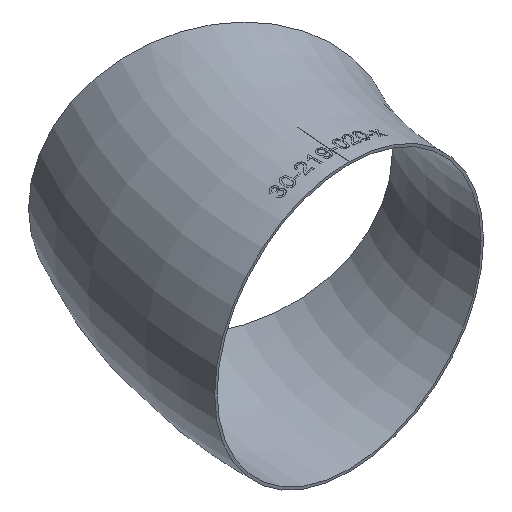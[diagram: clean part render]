
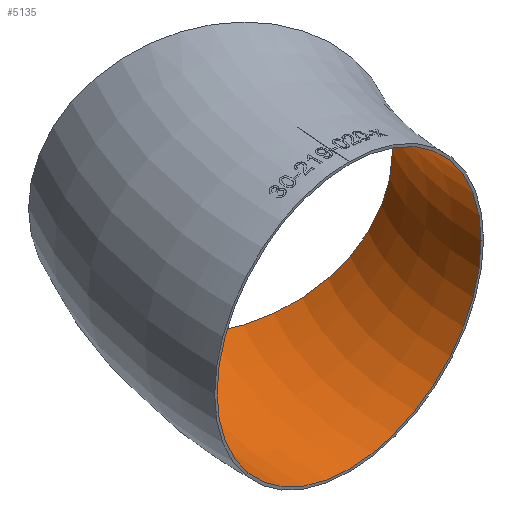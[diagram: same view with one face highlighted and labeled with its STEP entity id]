
A CAD part, isometric view. The second image highlights one B-rep face of the part: STEP entity #5135.
In plain terms, the highlighted toroidal (fillet/blend) face has major radius 305 mm and minor radius 107.55 mm.
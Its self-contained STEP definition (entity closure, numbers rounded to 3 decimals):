
#3021 = AXIS2_PLACEMENT_3D ( 'NONE', #17975, #22193, #28979 ) ;
#4115 = CARTESIAN_POINT ( 'NONE',  ( 0., 0., 0. ) ) ;
#4551 = DIRECTION ( 'NONE',  ( 0., 0., -1. ) ) ;
#4632 = CARTESIAN_POINT ( 'NONE',  ( -305., 0., 0. ) ) ;
#5135 = ADVANCED_FACE ( 'NONE', ( #20605, #6355 ), #13958, .F. ) ;
#6355 = FACE_OUTER_BOUND ( 'NONE', #8802, .T. ) ;
#7376 = ORIENTED_EDGE ( 'NONE', *, *, #22414, .T. ) ;
#8477 = DIRECTION ( 'NONE',  ( -1., 0., 0. ) ) ;
#8704 = DIRECTION ( 'NONE',  ( 0., 1., 0. ) ) ;
#8792 = CIRCLE ( 'NONE', #12616, 107.55 ) ;
#8802 = EDGE_LOOP ( 'NONE', ( #14023 ) ) ;
#10858 = EDGE_CURVE ( 'NONE', #24625, #24625, #8792, .T. ) ;
#11102 = CARTESIAN_POINT ( 'NONE',  ( -305., 0., 107.55 ) ) ;
#12616 = AXIS2_PLACEMENT_3D ( 'NONE', #4632, #8704, #18001 ) ;
#13958 = TOROIDAL_SURFACE ( 'NONE', #29341, 305., 107.55 ) ;
#14023 = ORIENTED_EDGE ( 'NONE', *, *, #10858, .F. ) ;
#16752 = EDGE_LOOP ( 'NONE', ( #7376 ) ) ;
#17846 = CARTESIAN_POINT ( 'NONE',  ( -357.279, 206.275, 0. ) ) ;
#17975 = CARTESIAN_POINT ( 'NONE',  ( -264.138, 152.5, 0. ) ) ;
#18001 = DIRECTION ( 'NONE',  ( 0., 0., 1. ) ) ;
#20605 = FACE_OUTER_BOUND ( 'NONE', #16752, .T. ) ;
#22193 = DIRECTION ( 'NONE',  ( 0.5, 0.866, 0. ) ) ;
#22414 = EDGE_CURVE ( 'NONE', #22508, #22508, #25090, .T. ) ;
#22508 = VERTEX_POINT ( 'NONE', #17846 ) ;
#24625 = VERTEX_POINT ( 'NONE', #11102 ) ;
#25090 = CIRCLE ( 'NONE', #3021, 107.55 ) ;
#28979 = DIRECTION ( 'NONE',  ( -0.866, 0.5, 0. ) ) ;
#29341 = AXIS2_PLACEMENT_3D ( 'NONE', #4115, #4551, #8477 ) ;
